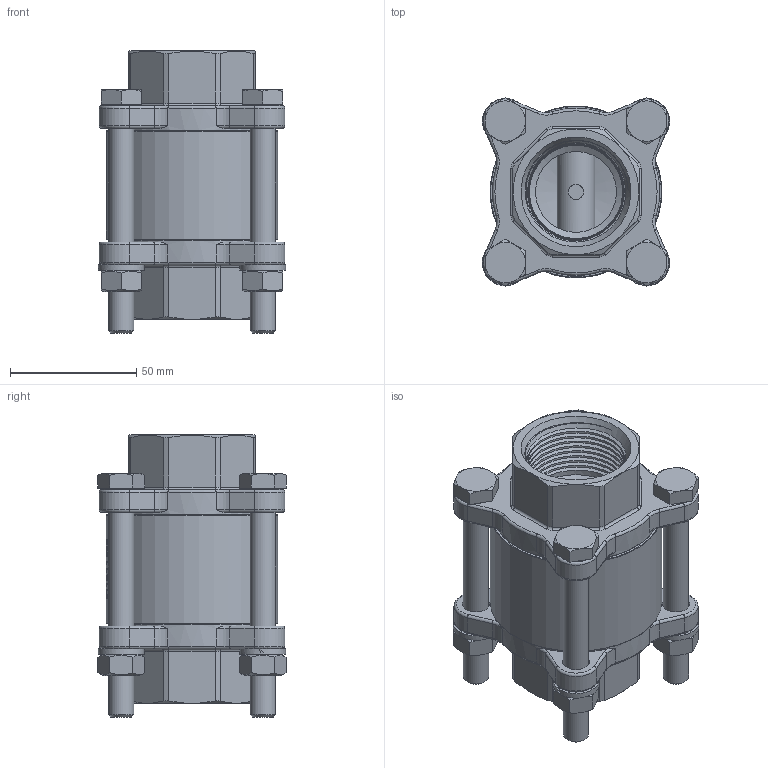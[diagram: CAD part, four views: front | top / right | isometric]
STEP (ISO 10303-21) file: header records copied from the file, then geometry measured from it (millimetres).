
FILE_DESCRIPTION((''),'2;1');
FILE_NAME('5110_032.stp','2013-02-05T10:28:22',('RL'),(''),'Autodesk Inventor 2012','Autodesk Inventor 2012','');
FILE_SCHEMA(('AUTOMOTIVE_DESIGN { 1 0 10303 214 1 1 1 1 }'));
Length unit declared in the file: millimetre
Products named in the file (1): 5110_032_Konturvereinfachung_1
Bounding box: 74.1 x 74.48 x 111.65 mm (x, y, z)
Volume: 219033.9 mm3; surface area: 80160.5 mm2
Topology: 1 solids, 3 shells, 685 faces, 1755 edges, 1121 vertices
Faces by surface type: plane 249, cylinder 162, bspline 111, torus 89, cone 74
Full cylindrical faces by diameter (mm): 6 x2, 10 x9, 10.8 x8, 14.63 x4, 15 x1, 32 x2, 35 x1, 39 x1, 43 x1, 45 x1, 50 x1, 54 x1, 58 x3, 62 x2, 66.2 x2, 68 x1
Entity records: 53272 total; most frequent: CARTESIAN_POINT 38155, ORIENTED_EDGE 3244, DIRECTION 2633, EDGE_CURVE 1622, VERTEX_POINT 1091, AXIS2_PLACEMENT_3D 1053, EDGE_LOOP 823, FACE_OUTER_BOUND 667
